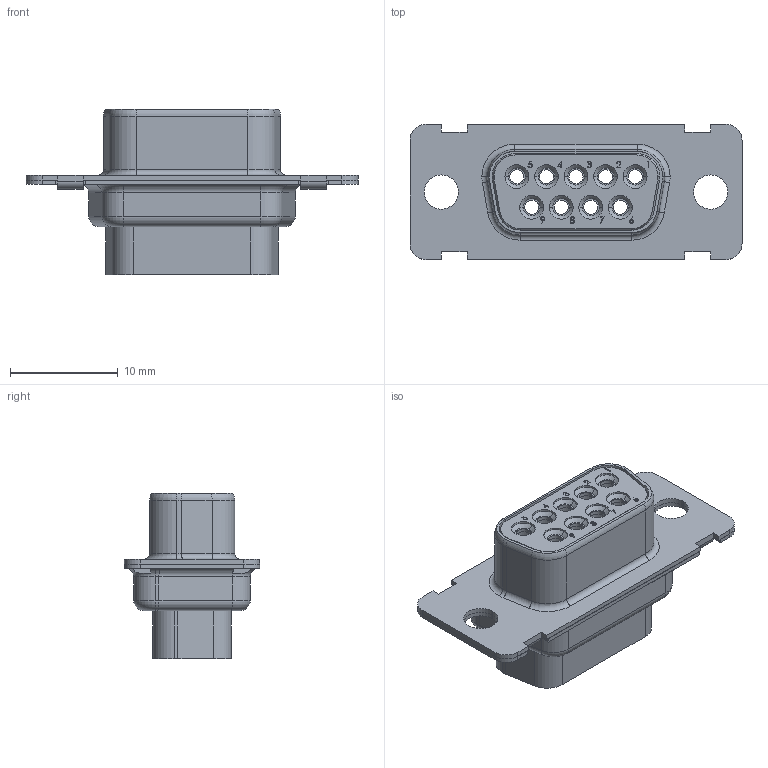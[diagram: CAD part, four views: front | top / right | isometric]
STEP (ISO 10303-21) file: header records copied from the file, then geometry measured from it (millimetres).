
FILE_DESCRIPTION(('STEP AP214'),'1');
FILE_NAME('tmp0.STP',' ',(' '),(' '),'XStep 1.0',' ',' ');
FILE_SCHEMA(('automotive_design'));
Length unit declared in the file: millimetre
Products named in the file (13): RD9F0000S|4722-0-2|4710-0-0;Extrusion3; RD9F0000S|4722-0-2|4722-1-0;Chanfrein1; RD9F0000S|4722-0-2|4722-2-0;Extrusion1; RD9F0000S|4733-9-4_4733-9-1;Enlèv. mat.-Extru.4; RD9F0000S|4731-9-4_4731-15-0 plié;Symétrie1
Bounding box: 30.81 x 12.55 x 15.37 mm (x, y, z)
Volume: 1663.5 mm3; surface area: 4608.9 mm2
Topology: 13 solids, 13 shells, 1299 faces, 3486 edges, 2274 vertices
Faces by surface type: plane 532, cylinder 379, bspline 277, torus 65, cone 46
Entity records: 63204 total; most frequent: CARTESIAN_POINT 22028, ORIENTED_EDGE 6972, DIRECTION 5441, EDGE_CURVE 3486, VERTEX_POINT 2274, AXIS2_PLACEMENT_3D 1920, LINE 1601, VECTOR 1601
